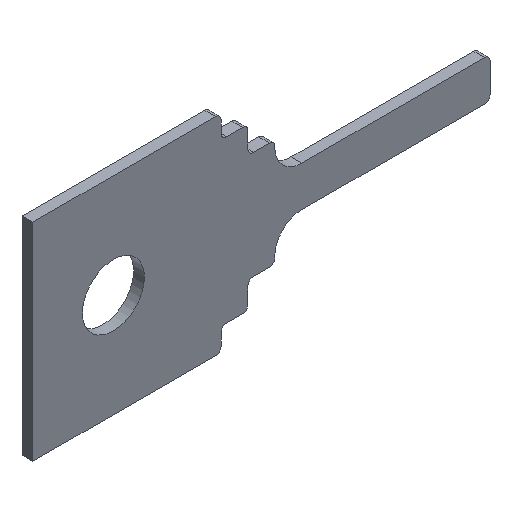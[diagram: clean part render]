
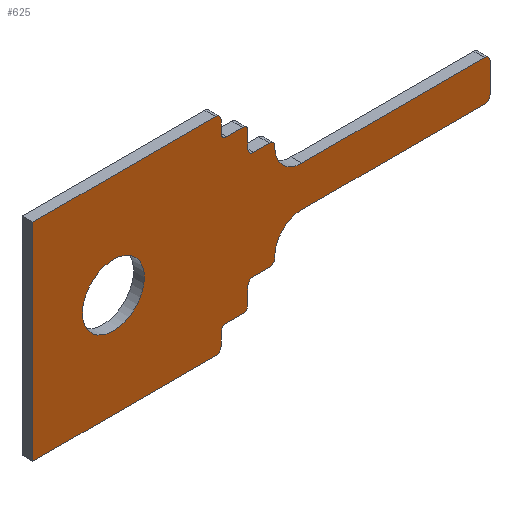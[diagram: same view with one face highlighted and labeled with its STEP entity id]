
A CAD part, isometric view. The second image highlights one B-rep face of the part: STEP entity #625.
In plain terms, the highlighted planar face has unit normal (0, -1, 0).
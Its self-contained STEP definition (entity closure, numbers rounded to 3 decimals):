
#19=FACE_BOUND('',#79,.T.);
#24=PLANE('',#679);
#45=FACE_OUTER_BOUND('',#78,.T.);
#78=EDGE_LOOP('',(#442,#443,#444,#445,#446,#447,#448,#449,#450,#451,#452,
#453,#454,#455,#456,#457,#458,#459,#460,#461,#462,#463,#464,#465,#466,#467,
#468,#469,#470,#471));
#79=EDGE_LOOP('',(#472));
#111=LINE('',#942,#174);
#116=LINE('',#957,#179);
#119=LINE('',#969,#182);
#122=LINE('',#975,#185);
#123=LINE('',#977,#186);
#124=LINE('',#979,#187);
#125=LINE('',#983,#188);
#126=LINE('',#987,#189);
#127=LINE('',#991,#190);
#128=LINE('',#995,#191);
#129=LINE('',#998,#192);
#130=LINE('',#1002,#193);
#131=LINE('',#1005,#194);
#132=LINE('',#1009,#195);
#133=LINE('',#1013,#196);
#134=LINE('',#1017,#197);
#174=VECTOR('',#747,10.);
#179=VECTOR('',#760,10.);
#182=VECTOR('',#771,10.);
#185=VECTOR('',#776,10.);
#186=VECTOR('',#777,10.);
#187=VECTOR('',#778,10.);
#188=VECTOR('',#781,10.);
#189=VECTOR('',#784,10.);
#190=VECTOR('',#787,10.);
#191=VECTOR('',#790,10.);
#192=VECTOR('',#793,10.);
#193=VECTOR('',#796,10.);
#194=VECTOR('',#799,10.);
#195=VECTOR('',#802,10.);
#196=VECTOR('',#805,10.);
#197=VECTOR('',#808,10.);
#234=CIRCLE('',#669,1.);
#236=CIRCLE('',#673,1.);
#237=CIRCLE('',#676,0.2);
#239=CIRCLE('',#680,0.2);
#240=CIRCLE('',#681,0.2);
#241=CIRCLE('',#682,0.2);
#242=CIRCLE('',#683,0.2);
#243=CIRCLE('',#684,0.2);
#244=CIRCLE('',#685,0.2);
#245=CIRCLE('',#686,0.2);
#246=CIRCLE('',#687,0.2);
#247=CIRCLE('',#688,0.2);
#248=CIRCLE('',#689,0.2);
#249=CIRCLE('',#690,0.2);
#250=CIRCLE('',#691,1.15);
#265=VERTEX_POINT('',#932);
#266=VERTEX_POINT('',#934);
#268=VERTEX_POINT('',#940);
#271=VERTEX_POINT('',#947);
#272=VERTEX_POINT('',#949);
#274=VERTEX_POINT('',#955);
#275=VERTEX_POINT('',#959);
#276=VERTEX_POINT('',#960);
#279=VERTEX_POINT('',#968);
#281=VERTEX_POINT('',#974);
#282=VERTEX_POINT('',#976);
#283=VERTEX_POINT('',#978);
#284=VERTEX_POINT('',#980);
#285=VERTEX_POINT('',#982);
#286=VERTEX_POINT('',#984);
#287=VERTEX_POINT('',#986);
#288=VERTEX_POINT('',#988);
#289=VERTEX_POINT('',#990);
#290=VERTEX_POINT('',#992);
#291=VERTEX_POINT('',#994);
#292=VERTEX_POINT('',#996);
#293=VERTEX_POINT('',#999);
#294=VERTEX_POINT('',#1001);
#295=VERTEX_POINT('',#1003);
#296=VERTEX_POINT('',#1006);
#297=VERTEX_POINT('',#1008);
#298=VERTEX_POINT('',#1010);
#299=VERTEX_POINT('',#1012);
#300=VERTEX_POINT('',#1014);
#301=VERTEX_POINT('',#1016);
#302=VERTEX_POINT('',#1019);
#327=EDGE_CURVE('',#265,#266,#234,.T.);
#331=EDGE_CURVE('',#265,#268,#111,.T.);
#334=EDGE_CURVE('',#271,#272,#236,.T.);
#338=EDGE_CURVE('',#271,#274,#116,.T.);
#339=EDGE_CURVE('',#275,#276,#237,.T.);
#343=EDGE_CURVE('',#279,#276,#119,.T.);
#346=EDGE_CURVE('',#275,#281,#122,.T.);
#347=EDGE_CURVE('',#281,#282,#123,.T.);
#348=EDGE_CURVE('',#282,#283,#124,.T.);
#349=EDGE_CURVE('',#284,#283,#239,.T.);
#350=EDGE_CURVE('',#284,#285,#125,.T.);
#351=EDGE_CURVE('',#286,#285,#240,.T.);
#352=EDGE_CURVE('',#286,#287,#126,.T.);
#353=EDGE_CURVE('',#288,#287,#241,.T.);
#354=EDGE_CURVE('',#288,#289,#127,.T.);
#355=EDGE_CURVE('',#290,#289,#242,.T.);
#356=EDGE_CURVE('',#290,#291,#128,.T.);
#357=EDGE_CURVE('',#292,#291,#243,.T.);
#358=EDGE_CURVE('',#292,#272,#129,.T.);
#359=EDGE_CURVE('',#293,#274,#244,.T.);
#360=EDGE_CURVE('',#293,#294,#130,.T.);
#361=EDGE_CURVE('',#295,#294,#245,.T.);
#362=EDGE_CURVE('',#295,#266,#131,.T.);
#363=EDGE_CURVE('',#296,#268,#246,.T.);
#364=EDGE_CURVE('',#296,#297,#132,.T.);
#365=EDGE_CURVE('',#298,#297,#247,.T.);
#366=EDGE_CURVE('',#298,#299,#133,.T.);
#367=EDGE_CURVE('',#300,#299,#248,.T.);
#368=EDGE_CURVE('',#300,#301,#134,.T.);
#369=EDGE_CURVE('',#279,#301,#249,.T.);
#370=EDGE_CURVE('',#302,#302,#250,.T.);
#442=ORIENTED_EDGE('',*,*,#339,.F.);
#443=ORIENTED_EDGE('',*,*,#346,.T.);
#444=ORIENTED_EDGE('',*,*,#347,.T.);
#445=ORIENTED_EDGE('',*,*,#348,.T.);
#446=ORIENTED_EDGE('',*,*,#349,.F.);
#447=ORIENTED_EDGE('',*,*,#350,.T.);
#448=ORIENTED_EDGE('',*,*,#351,.F.);
#449=ORIENTED_EDGE('',*,*,#352,.T.);
#450=ORIENTED_EDGE('',*,*,#353,.F.);
#451=ORIENTED_EDGE('',*,*,#354,.T.);
#452=ORIENTED_EDGE('',*,*,#355,.F.);
#453=ORIENTED_EDGE('',*,*,#356,.T.);
#454=ORIENTED_EDGE('',*,*,#357,.F.);
#455=ORIENTED_EDGE('',*,*,#358,.T.);
#456=ORIENTED_EDGE('',*,*,#334,.F.);
#457=ORIENTED_EDGE('',*,*,#338,.T.);
#458=ORIENTED_EDGE('',*,*,#359,.F.);
#459=ORIENTED_EDGE('',*,*,#360,.T.);
#460=ORIENTED_EDGE('',*,*,#361,.F.);
#461=ORIENTED_EDGE('',*,*,#362,.T.);
#462=ORIENTED_EDGE('',*,*,#327,.F.);
#463=ORIENTED_EDGE('',*,*,#331,.T.);
#464=ORIENTED_EDGE('',*,*,#363,.F.);
#465=ORIENTED_EDGE('',*,*,#364,.T.);
#466=ORIENTED_EDGE('',*,*,#365,.F.);
#467=ORIENTED_EDGE('',*,*,#366,.T.);
#468=ORIENTED_EDGE('',*,*,#367,.F.);
#469=ORIENTED_EDGE('',*,*,#368,.T.);
#470=ORIENTED_EDGE('',*,*,#369,.F.);
#471=ORIENTED_EDGE('',*,*,#343,.T.);
#472=ORIENTED_EDGE('',*,*,#370,.T.);
#625=ADVANCED_FACE('',(#45,#19),#24,.F.);
#669=AXIS2_PLACEMENT_3D('',#935,#740,#741);
#673=AXIS2_PLACEMENT_3D('',#950,#753,#754);
#676=AXIS2_PLACEMENT_3D('',#961,#763,#764);
#679=AXIS2_PLACEMENT_3D('',#973,#774,#775);
#680=AXIS2_PLACEMENT_3D('',#981,#779,#780);
#681=AXIS2_PLACEMENT_3D('',#985,#782,#783);
#682=AXIS2_PLACEMENT_3D('',#989,#785,#786);
#683=AXIS2_PLACEMENT_3D('',#993,#788,#789);
#684=AXIS2_PLACEMENT_3D('',#997,#791,#792);
#685=AXIS2_PLACEMENT_3D('',#1000,#794,#795);
#686=AXIS2_PLACEMENT_3D('',#1004,#797,#798);
#687=AXIS2_PLACEMENT_3D('',#1007,#800,#801);
#688=AXIS2_PLACEMENT_3D('',#1011,#803,#804);
#689=AXIS2_PLACEMENT_3D('',#1015,#806,#807);
#690=AXIS2_PLACEMENT_3D('',#1018,#809,#810);
#691=AXIS2_PLACEMENT_3D('',#1020,#811,#812);
#740=DIRECTION('center_axis',(0.,-1.,0.));
#741=DIRECTION('ref_axis',(-0.707,0.,-0.707));
#747=DIRECTION('',(0.,0.,1.));
#753=DIRECTION('center_axis',(0.,-1.,0.));
#754=DIRECTION('ref_axis',(-0.707,0.,0.707));
#760=DIRECTION('',(1.,0.,0.));
#763=DIRECTION('center_axis',(0.,1.,0.));
#764=DIRECTION('ref_axis',(0.707,0.,0.707));
#771=DIRECTION('',(0.,0.,1.));
#774=DIRECTION('center_axis',(0.,1.,0.));
#775=DIRECTION('ref_axis',(1.,0.,0.));
#776=DIRECTION('',(-1.,0.,0.));
#777=DIRECTION('',(0.,0.,-1.));
#778=DIRECTION('',(1.,0.,0.));
#779=DIRECTION('center_axis',(0.,1.,0.));
#780=DIRECTION('ref_axis',(0.707,0.,-0.707));
#781=DIRECTION('',(0.,0.,1.));
#782=DIRECTION('center_axis',(0.,-1.,0.));
#783=DIRECTION('ref_axis',(-0.707,0.,0.707));
#784=DIRECTION('',(1.,0.,0.));
#785=DIRECTION('center_axis',(0.,1.,0.));
#786=DIRECTION('ref_axis',(0.707,0.,-0.707));
#787=DIRECTION('',(0.,0.,1.));
#788=DIRECTION('center_axis',(0.,-1.,0.));
#789=DIRECTION('ref_axis',(-0.707,0.,0.707));
#790=DIRECTION('',(1.,0.,0.));
#791=DIRECTION('center_axis',(0.,1.,0.));
#792=DIRECTION('ref_axis',(0.707,0.,-0.707));
#793=DIRECTION('',(0.,0.,1.));
#794=DIRECTION('center_axis',(0.,1.,0.));
#795=DIRECTION('ref_axis',(0.707,0.,-0.707));
#796=DIRECTION('',(0.,0.,1.));
#797=DIRECTION('center_axis',(0.,1.,0.));
#798=DIRECTION('ref_axis',(0.707,0.,0.707));
#799=DIRECTION('',(-1.,0.,0.));
#800=DIRECTION('center_axis',(0.,1.,0.));
#801=DIRECTION('ref_axis',(0.707,0.,0.707));
#802=DIRECTION('',(-1.,0.,0.));
#803=DIRECTION('center_axis',(0.,-1.,0.));
#804=DIRECTION('ref_axis',(-0.707,0.,-0.707));
#805=DIRECTION('',(0.,0.,1.));
#806=DIRECTION('center_axis',(0.,1.,0.));
#807=DIRECTION('ref_axis',(0.707,0.,0.707));
#808=DIRECTION('',(-1.,0.,0.));
#809=DIRECTION('center_axis',(0.,-1.,0.));
#810=DIRECTION('ref_axis',(-0.707,0.,-0.707));
#811=DIRECTION('center_axis',(0.,1.,0.));
#812=DIRECTION('ref_axis',(1.,0.,0.));
#932=CARTESIAN_POINT('',(82.,0.8,-3.25));
#934=CARTESIAN_POINT('',(83.,0.8,-4.25));
#935=CARTESIAN_POINT('Origin',(83.,0.8,-3.25));
#940=CARTESIAN_POINT('',(82.,0.8,-3.2));
#942=CARTESIAN_POINT('',(82.,0.8,-7.));
#947=CARTESIAN_POINT('',(83.,0.8,-5.75));
#949=CARTESIAN_POINT('',(82.,0.8,-6.75));
#950=CARTESIAN_POINT('Origin',(83.,0.8,-6.75));
#955=CARTESIAN_POINT('',(89.8,0.8,-5.75));
#957=CARTESIAN_POINT('',(82.,0.8,-5.75));
#959=CARTESIAN_POINT('',(79.8,0.8,-1.15));
#960=CARTESIAN_POINT('',(80.,0.8,-1.35));
#961=CARTESIAN_POINT('Origin',(79.8,0.8,-1.35));
#968=CARTESIAN_POINT('',(80.,0.8,-1.8));
#969=CARTESIAN_POINT('',(80.,0.8,0.));
#973=CARTESIAN_POINT('Origin',(81.5,0.8,-5.));
#974=CARTESIAN_POINT('',(73.,0.8,-1.15));
#975=CARTESIAN_POINT('',(73.,0.8,-1.15));
#976=CARTESIAN_POINT('',(73.,0.8,-8.85));
#977=CARTESIAN_POINT('',(73.,0.8,-10.));
#978=CARTESIAN_POINT('',(79.8,0.8,-8.85));
#979=CARTESIAN_POINT('',(73.,0.8,-8.85));
#980=CARTESIAN_POINT('',(80.,0.8,-8.65));
#981=CARTESIAN_POINT('Origin',(79.8,0.8,-8.65));
#982=CARTESIAN_POINT('',(80.,0.8,-8.2));
#983=CARTESIAN_POINT('',(80.,0.8,0.));
#984=CARTESIAN_POINT('',(80.2,0.8,-8.));
#985=CARTESIAN_POINT('Origin',(80.2,0.8,-8.2));
#986=CARTESIAN_POINT('',(80.8,0.8,-8.));
#987=CARTESIAN_POINT('',(80.,0.8,-8.));
#988=CARTESIAN_POINT('',(81.,0.8,-7.8));
#989=CARTESIAN_POINT('Origin',(80.8,0.8,-7.8));
#990=CARTESIAN_POINT('',(81.,0.8,-7.2));
#991=CARTESIAN_POINT('',(81.,0.8,-8.));
#992=CARTESIAN_POINT('',(81.2,0.8,-7.));
#993=CARTESIAN_POINT('Origin',(81.2,0.8,-7.2));
#994=CARTESIAN_POINT('',(81.8,0.8,-7.));
#995=CARTESIAN_POINT('',(81.,0.8,-7.));
#996=CARTESIAN_POINT('',(82.,0.8,-6.8));
#997=CARTESIAN_POINT('Origin',(81.8,0.8,-6.8));
#998=CARTESIAN_POINT('',(82.,0.8,-7.));
#999=CARTESIAN_POINT('',(90.,0.8,-5.55));
#1000=CARTESIAN_POINT('Origin',(89.8,0.8,-5.55));
#1001=CARTESIAN_POINT('',(90.,0.8,-4.45));
#1002=CARTESIAN_POINT('',(90.,0.8,-5.75));
#1003=CARTESIAN_POINT('',(89.8,0.8,-4.25));
#1004=CARTESIAN_POINT('Origin',(89.8,0.8,-4.45));
#1005=CARTESIAN_POINT('',(82.,0.8,-4.25));
#1006=CARTESIAN_POINT('',(81.8,0.8,-3.));
#1007=CARTESIAN_POINT('Origin',(81.8,0.8,-3.2));
#1008=CARTESIAN_POINT('',(81.2,0.8,-3.));
#1009=CARTESIAN_POINT('',(81.,0.8,-3.));
#1010=CARTESIAN_POINT('',(81.,0.8,-2.8));
#1011=CARTESIAN_POINT('Origin',(81.2,0.8,-2.8));
#1012=CARTESIAN_POINT('',(81.,0.8,-2.2));
#1013=CARTESIAN_POINT('',(81.,0.8,-8.));
#1014=CARTESIAN_POINT('',(80.8,0.8,-2.));
#1015=CARTESIAN_POINT('Origin',(80.8,0.8,-2.2));
#1016=CARTESIAN_POINT('',(80.2,0.8,-2.));
#1017=CARTESIAN_POINT('',(80.,0.8,-2.));
#1018=CARTESIAN_POINT('Origin',(80.2,0.8,-1.8));
#1019=CARTESIAN_POINT('',(74.85,0.8,-5.));
#1020=CARTESIAN_POINT('Origin',(76.,0.8,-5.));
